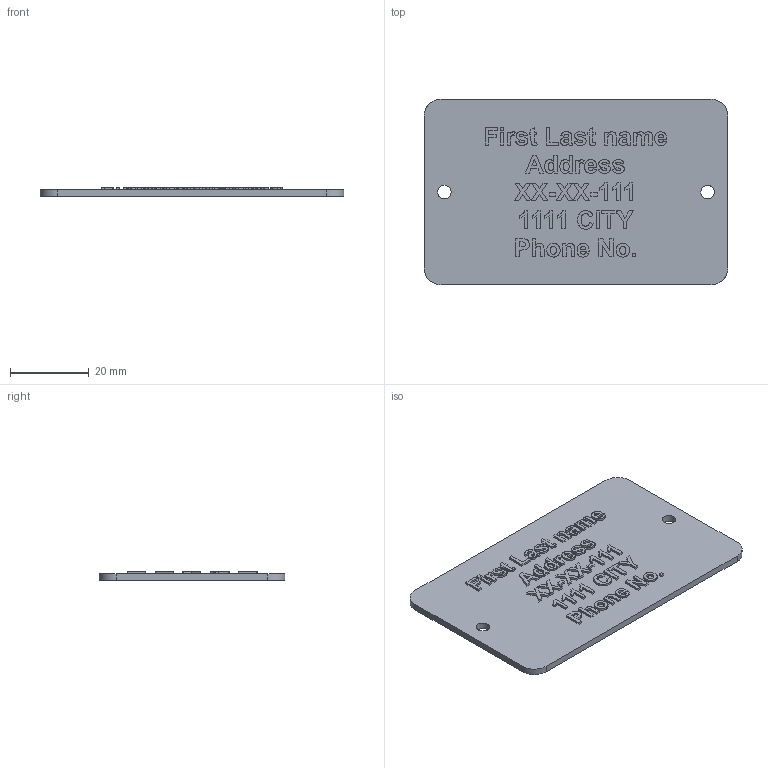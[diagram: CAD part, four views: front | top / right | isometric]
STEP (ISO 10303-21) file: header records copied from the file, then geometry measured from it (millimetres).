
FILE_DESCRIPTION(('FreeCAD Model'),'2;1');
FILE_NAME('Open CASCADE Shape Model','2025-05-03T06:05:03',('FreeCAD'),( 'FreeCAD'),'Open CASCADE STEP processor 7.6','FreeCAD','Unknown');
FILE_SCHEMA(('AUTOMOTIVE_DESIGN { 1 0 10303 214 1 1 1 1 }'));
Length unit declared in the file: millimetre
Products named in the file (1): Open CASCADE STEP translator 7.6 1
Bounding box: 77.01 x 47.06 x 2.22 mm (x, y, z)
Volume: 6287.4 mm3; surface area: 8573.8 mm2
Topology: 47 solids, 47 shells, 785 faces, 2073 edges, 1382 vertices
Faces by surface type: bspline 785
Entity records: 23298 total; most frequent: CARTESIAN_POINT 10341, ORIENTED_EDGE 4146, EDGE_CURVE 2073, B_SPLINE_CURVE_WITH_KNOTS 2061, VERTEX_POINT 1382, FACE_BOUND 811, EDGE_LOOP 811, ADVANCED_FACE 785
